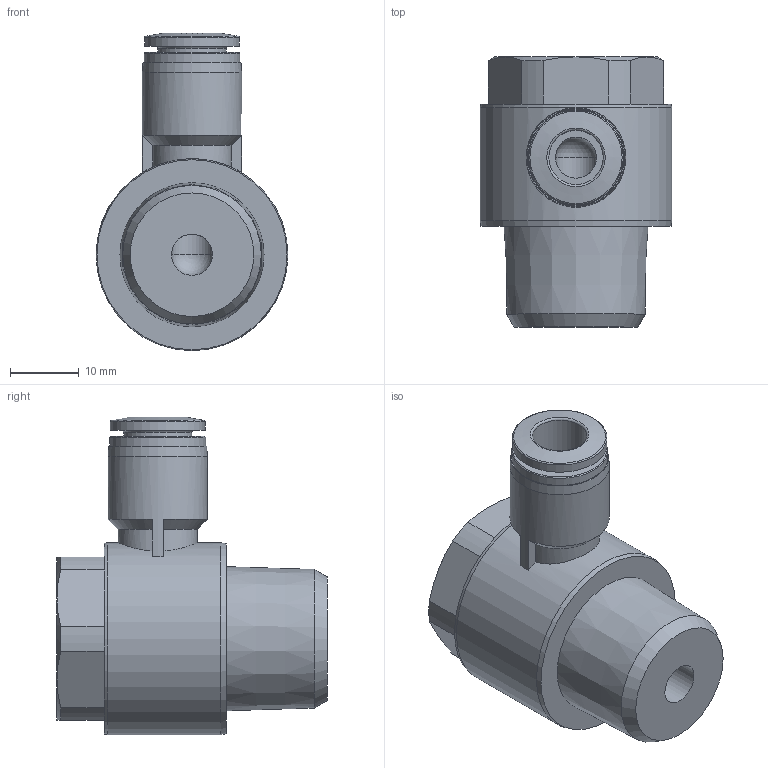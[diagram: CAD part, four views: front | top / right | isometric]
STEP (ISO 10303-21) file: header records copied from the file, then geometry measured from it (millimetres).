
FILE_DESCRIPTION(/* description */ ('STEP AP214'),/* implementation_level */ '2;1');
FILE_NAME(/* name */ '564745_QBLV-1_2-5_16-U',/* time_stamp */ '2024-09-10T21:07:47+02:00',/* author */ ('License CC BY-ND 4.0'),/* organization */ ('CADENAS'),/* preprocessor_version */ 'ST-DEVELOPER v19.3',/* originating_system */ 'PARTsolutions',/* authorisation */ ' ');
FILE_SCHEMA (('AUTOMOTIVE_DESIGN {1 0 10303 214 3 1 1}'));
Length unit declared in the file: millimetre
Products named in the file (1): 564745 QBLV-1/2-5/16-U
Bounding box: 28 x 39.4 x 46.3 mm (x, y, z)
Volume: 19849.5 mm3; surface area: 6323.1 mm2
Topology: 1 solids, 1 shells, 53 faces, 120 edges, 74 vertices
Faces by surface type: plane 18, cylinder 16, cone 15, torus 3, sphere 1
Full cylindrical faces by diameter (mm): 6 x2, 7.938 x1, 9.938 x1, 13.8 x1, 14 x1, 14.5 x1, 28 x1
Entity records: 1790 total; most frequent: CARTESIAN_POINT 293, DIRECTION 238, ORIENTED_EDGE 196, AXIS2_PLACEMENT_3D 106, EDGE_CURVE 98, EDGE_LOOP 79, FACE_BOUND 79, VERTEX_POINT 71
